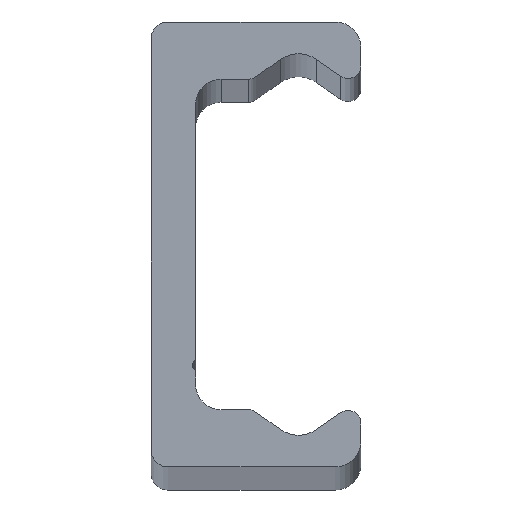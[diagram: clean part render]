
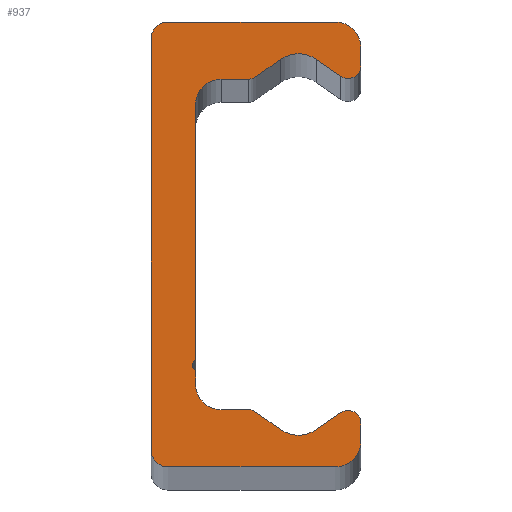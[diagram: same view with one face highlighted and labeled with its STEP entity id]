
A CAD part, top view. The second image highlights one B-rep face of the part: STEP entity #937.
In plain terms, the highlighted planar face has unit normal (0, 0, 1).
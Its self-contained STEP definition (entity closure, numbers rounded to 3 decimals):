
#34=VECTOR('',#1189,1.);
#39=VECTOR('',#1201,1.);
#43=VECTOR('',#1212,1.);
#47=VECTOR('',#1223,1.);
#51=VECTOR('',#1234,1.);
#55=VECTOR('',#1245,1.);
#59=VECTOR('',#1256,1.);
#63=VECTOR('',#1267,1.);
#67=VECTOR('',#1278,1.);
#71=VECTOR('',#1289,1.);
#75=VECTOR('',#1300,1.);
#79=VECTOR('',#1311,1.);
#83=VECTOR('',#1322,1.);
#86=LINE('',#1438,#34);
#91=LINE('',#1453,#39);
#95=LINE('',#1465,#43);
#99=LINE('',#1477,#47);
#103=LINE('',#1489,#51);
#107=LINE('',#1501,#55);
#111=LINE('',#1513,#59);
#115=LINE('',#1525,#63);
#119=LINE('',#1537,#67);
#123=LINE('',#1549,#71);
#127=LINE('',#1561,#75);
#131=LINE('',#1573,#79);
#135=LINE('',#1585,#83);
#151=PLANE('',#1056);
#205=VERTEX_POINT('',#1439);
#206=VERTEX_POINT('',#1440);
#209=VERTEX_POINT('',#1448);
#211=VERTEX_POINT('',#1454);
#213=VERTEX_POINT('',#1460);
#215=VERTEX_POINT('',#1466);
#217=VERTEX_POINT('',#1472);
#219=VERTEX_POINT('',#1478);
#221=VERTEX_POINT('',#1484);
#223=VERTEX_POINT('',#1490);
#225=VERTEX_POINT('',#1496);
#227=VERTEX_POINT('',#1502);
#229=VERTEX_POINT('',#1508);
#231=VERTEX_POINT('',#1514);
#233=VERTEX_POINT('',#1520);
#235=VERTEX_POINT('',#1526);
#237=VERTEX_POINT('',#1532);
#239=VERTEX_POINT('',#1538);
#241=VERTEX_POINT('',#1544);
#243=VERTEX_POINT('',#1550);
#245=VERTEX_POINT('',#1556);
#247=VERTEX_POINT('',#1562);
#249=VERTEX_POINT('',#1568);
#251=VERTEX_POINT('',#1574);
#253=VERTEX_POINT('',#1580);
#255=VERTEX_POINT('',#1586);
#296=CIRCLE('',#1006,2.);
#298=CIRCLE('',#1010,1.);
#300=CIRCLE('',#1014,2.5);
#302=CIRCLE('',#1018,1.);
#304=CIRCLE('',#1022,2.);
#306=CIRCLE('',#1026,0.5);
#308=CIRCLE('',#1030,2.);
#310=CIRCLE('',#1034,1.);
#312=CIRCLE('',#1038,2.5);
#314=CIRCLE('',#1042,1.);
#316=CIRCLE('',#1046,2.);
#318=CIRCLE('',#1050,1.3);
#320=CIRCLE('',#1054,1.3);
#361=EDGE_CURVE('',#205,#206,#86,.T.);
#365=EDGE_CURVE('',#206,#209,#296,.T.);
#368=EDGE_CURVE('',#209,#211,#91,.T.);
#371=EDGE_CURVE('',#211,#213,#298,.T.);
#374=EDGE_CURVE('',#213,#215,#95,.T.);
#377=EDGE_CURVE('',#215,#217,#300,.T.);
#380=EDGE_CURVE('',#217,#219,#99,.T.);
#383=EDGE_CURVE('',#219,#221,#302,.T.);
#386=EDGE_CURVE('',#221,#223,#103,.T.);
#389=EDGE_CURVE('',#223,#225,#304,.T.);
#392=EDGE_CURVE('',#225,#227,#107,.T.);
#395=EDGE_CURVE('',#227,#229,#306,.T.);
#398=EDGE_CURVE('',#229,#231,#111,.T.);
#401=EDGE_CURVE('',#231,#233,#308,.T.);
#404=EDGE_CURVE('',#233,#235,#115,.T.);
#407=EDGE_CURVE('',#235,#237,#310,.T.);
#410=EDGE_CURVE('',#237,#239,#119,.T.);
#413=EDGE_CURVE('',#239,#241,#312,.T.);
#416=EDGE_CURVE('',#241,#243,#123,.T.);
#419=EDGE_CURVE('',#243,#245,#314,.T.);
#422=EDGE_CURVE('',#245,#247,#127,.T.);
#425=EDGE_CURVE('',#247,#249,#316,.T.);
#428=EDGE_CURVE('',#249,#251,#131,.T.);
#431=EDGE_CURVE('',#251,#253,#318,.T.);
#434=EDGE_CURVE('',#253,#255,#135,.T.);
#437=EDGE_CURVE('',#255,#205,#320,.T.);
#621=ORIENTED_EDGE('',*,*,#361,.F.);
#622=ORIENTED_EDGE('',*,*,#437,.F.);
#623=ORIENTED_EDGE('',*,*,#434,.F.);
#624=ORIENTED_EDGE('',*,*,#431,.F.);
#625=ORIENTED_EDGE('',*,*,#428,.F.);
#626=ORIENTED_EDGE('',*,*,#425,.F.);
#627=ORIENTED_EDGE('',*,*,#422,.F.);
#628=ORIENTED_EDGE('',*,*,#419,.F.);
#629=ORIENTED_EDGE('',*,*,#416,.F.);
#630=ORIENTED_EDGE('',*,*,#413,.F.);
#631=ORIENTED_EDGE('',*,*,#410,.F.);
#632=ORIENTED_EDGE('',*,*,#407,.F.);
#633=ORIENTED_EDGE('',*,*,#404,.F.);
#634=ORIENTED_EDGE('',*,*,#401,.F.);
#635=ORIENTED_EDGE('',*,*,#398,.F.);
#636=ORIENTED_EDGE('',*,*,#395,.F.);
#637=ORIENTED_EDGE('',*,*,#392,.F.);
#638=ORIENTED_EDGE('',*,*,#389,.F.);
#639=ORIENTED_EDGE('',*,*,#386,.F.);
#640=ORIENTED_EDGE('',*,*,#383,.F.);
#641=ORIENTED_EDGE('',*,*,#380,.F.);
#642=ORIENTED_EDGE('',*,*,#377,.F.);
#643=ORIENTED_EDGE('',*,*,#374,.F.);
#644=ORIENTED_EDGE('',*,*,#371,.F.);
#645=ORIENTED_EDGE('',*,*,#368,.F.);
#646=ORIENTED_EDGE('',*,*,#365,.F.);
#777=EDGE_LOOP('',(#621,#622,#623,#624,#625,#626,#627,#628,#629,#630,#631,
#632,#633,#634,#635,#636,#637,#638,#639,#640,#641,#642,#643,#644,#645,#646));
#883=FACE_BOUND('',#777,.T.);
#937=ADVANCED_FACE('',(#883),#151,.T.);
#1006=AXIS2_PLACEMENT_3D('',#1447,#1195,#1196);
#1010=AXIS2_PLACEMENT_3D('',#1459,#1206,#1207);
#1014=AXIS2_PLACEMENT_3D('',#1471,#1217,#1218);
#1018=AXIS2_PLACEMENT_3D('',#1483,#1228,#1229);
#1022=AXIS2_PLACEMENT_3D('',#1495,#1239,#1240);
#1026=AXIS2_PLACEMENT_3D('',#1507,#1250,#1251);
#1030=AXIS2_PLACEMENT_3D('',#1519,#1261,#1262);
#1034=AXIS2_PLACEMENT_3D('',#1531,#1272,#1273);
#1038=AXIS2_PLACEMENT_3D('',#1543,#1283,#1284);
#1042=AXIS2_PLACEMENT_3D('',#1555,#1294,#1295);
#1046=AXIS2_PLACEMENT_3D('',#1567,#1305,#1306);
#1050=AXIS2_PLACEMENT_3D('',#1579,#1316,#1317);
#1054=AXIS2_PLACEMENT_3D('',#1591,#1327,#1328);
#1056=AXIS2_PLACEMENT_3D('',#1593,#1331,$);
#1189=DIRECTION('',(1.,0.,0.));
#1195=DIRECTION('',(0.,0.,-1.));
#1196=DIRECTION('',(2.,0.,0.));
#1201=DIRECTION('',(0.,-1.,0.));
#1206=DIRECTION('',(0.,0.,-1.));
#1207=DIRECTION('',(1.,0.,0.));
#1212=DIRECTION('',(-0.819,0.574,0.));
#1217=DIRECTION('',(0.,0.,1.));
#1218=DIRECTION('',(2.5,0.,0.));
#1223=DIRECTION('',(-0.819,-0.574,0.));
#1228=DIRECTION('',(0.,0.,-1.));
#1229=DIRECTION('',(1.,0.,0.));
#1234=DIRECTION('',(-1.,0.,0.));
#1239=DIRECTION('',(0.,0.,1.));
#1240=DIRECTION('',(2.,0.,0.));
#1245=DIRECTION('',(0.,-1.,0.));
#1250=DIRECTION('',(0.,0.,1.));
#1251=DIRECTION('',(0.5,0.,0.));
#1256=DIRECTION('',(0.,-1.,0.));
#1261=DIRECTION('',(0.,0.,1.));
#1262=DIRECTION('',(2.,0.,0.));
#1267=DIRECTION('',(1.,0.,0.));
#1272=DIRECTION('',(0.,0.,-1.));
#1273=DIRECTION('',(1.,0.,0.));
#1278=DIRECTION('',(0.819,-0.574,0.));
#1283=DIRECTION('',(0.,0.,1.));
#1284=DIRECTION('',(2.5,0.,0.));
#1289=DIRECTION('',(0.819,0.574,0.));
#1294=DIRECTION('',(0.,0.,-1.));
#1295=DIRECTION('',(1.,0.,0.));
#1300=DIRECTION('',(0.,-1.,0.));
#1305=DIRECTION('',(0.,0.,-1.));
#1306=DIRECTION('',(2.,0.,0.));
#1311=DIRECTION('',(-1.,0.,0.));
#1316=DIRECTION('',(0.,0.,-1.));
#1317=DIRECTION('',(1.3,0.,0.));
#1322=DIRECTION('',(0.,1.,0.));
#1327=DIRECTION('',(0.,0.,-1.));
#1328=DIRECTION('',(1.3,0.,0.));
#1331=DIRECTION('',(0.,0.,1.));
#1438=CARTESIAN_POINT('',(14.5,17.5,1040.));
#1439=CARTESIAN_POINT('',(1.3,17.5,1040.));
#1440=CARTESIAN_POINT('',(14.5,17.5,1040.));
#1447=CARTESIAN_POINT('',(14.5,15.5,1040.));
#1448=CARTESIAN_POINT('',(16.5,15.5,1040.));
#1453=CARTESIAN_POINT('',(16.5,14.042,1040.));
#1454=CARTESIAN_POINT('',(16.5,14.042,1040.));
#1459=CARTESIAN_POINT('',(15.5,14.042,1040.));
#1460=CARTESIAN_POINT('',(14.926,13.223,1040.));
#1465=CARTESIAN_POINT('',(13.034,14.548,1040.));
#1466=CARTESIAN_POINT('',(13.034,14.548,1040.));
#1471=CARTESIAN_POINT('',(11.6,12.5,1040.));
#1472=CARTESIAN_POINT('',(10.166,14.548,1040.));
#1477=CARTESIAN_POINT('',(8.214,13.181,1040.));
#1478=CARTESIAN_POINT('',(8.214,13.181,1040.));
#1483=CARTESIAN_POINT('',(7.64,14.,1040.));
#1484=CARTESIAN_POINT('',(7.64,13.,1040.));
#1489=CARTESIAN_POINT('',(5.5,13.,1040.));
#1490=CARTESIAN_POINT('',(5.5,13.,1040.));
#1495=CARTESIAN_POINT('',(5.5,11.,1040.));
#1496=CARTESIAN_POINT('',(3.5,11.,1040.));
#1501=CARTESIAN_POINT('',(3.5,-9.067,1040.));
#1502=CARTESIAN_POINT('',(3.5,-9.067,1040.));
#1507=CARTESIAN_POINT('',(3.75,-9.5,1040.));
#1508=CARTESIAN_POINT('',(3.5,-9.933,1040.));
#1513=CARTESIAN_POINT('',(3.5,-11.,1040.));
#1514=CARTESIAN_POINT('',(3.5,-11.,1040.));
#1519=CARTESIAN_POINT('',(5.5,-11.,1040.));
#1520=CARTESIAN_POINT('',(5.5,-13.,1040.));
#1525=CARTESIAN_POINT('',(7.64,-13.,1040.));
#1526=CARTESIAN_POINT('',(7.64,-13.,1040.));
#1531=CARTESIAN_POINT('',(7.64,-14.,1040.));
#1532=CARTESIAN_POINT('',(8.214,-13.181,1040.));
#1537=CARTESIAN_POINT('',(10.166,-14.548,1040.));
#1538=CARTESIAN_POINT('',(10.166,-14.548,1040.));
#1543=CARTESIAN_POINT('',(11.6,-12.5,1040.));
#1544=CARTESIAN_POINT('',(13.034,-14.548,1040.));
#1549=CARTESIAN_POINT('',(14.926,-13.223,1040.));
#1550=CARTESIAN_POINT('',(14.926,-13.223,1040.));
#1555=CARTESIAN_POINT('',(15.5,-14.042,1040.));
#1556=CARTESIAN_POINT('',(16.5,-14.042,1040.));
#1561=CARTESIAN_POINT('',(16.5,-15.5,1040.));
#1562=CARTESIAN_POINT('',(16.5,-15.5,1040.));
#1567=CARTESIAN_POINT('',(14.5,-15.5,1040.));
#1568=CARTESIAN_POINT('',(14.5,-17.5,1040.));
#1573=CARTESIAN_POINT('',(1.3,-17.5,1040.));
#1574=CARTESIAN_POINT('',(1.3,-17.5,1040.));
#1579=CARTESIAN_POINT('',(1.3,-16.2,1040.));
#1580=CARTESIAN_POINT('',(0.,-16.2,1040.));
#1585=CARTESIAN_POINT('',(0.,16.2,1040.));
#1586=CARTESIAN_POINT('',(0.,16.2,1040.));
#1591=CARTESIAN_POINT('',(1.3,16.2,1040.));
#1593=CARTESIAN_POINT('',(5.942,-0.014,1040.));
